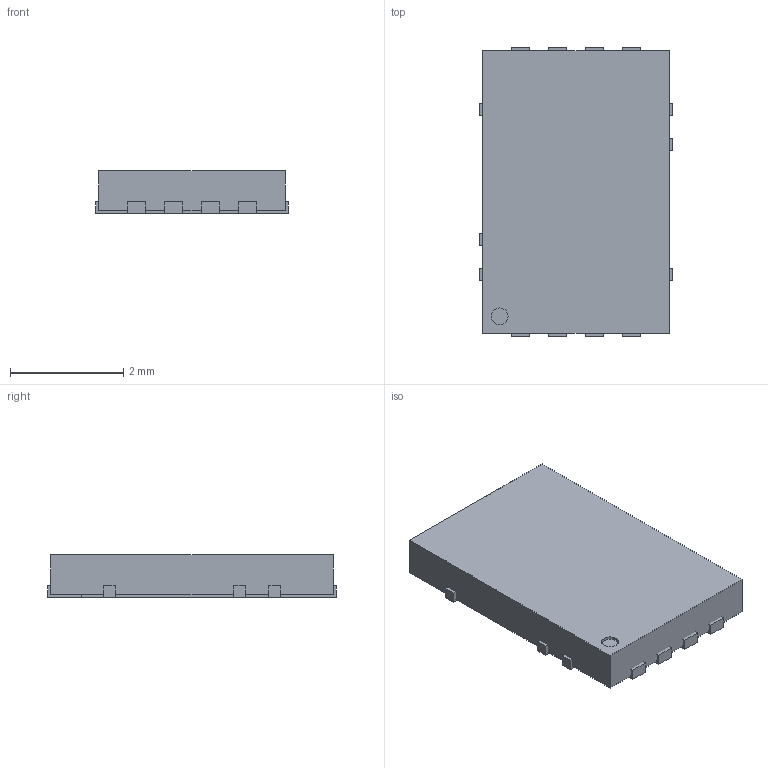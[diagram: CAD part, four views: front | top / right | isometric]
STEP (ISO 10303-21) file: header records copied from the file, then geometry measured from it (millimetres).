
FILE_DESCRIPTION (( 'STEP AP214' ), '1' );
FILE_NAME ('User Library-PowerWDFN-8.STEP', '2021-02-16T00:14:11', ( '' ), ( '' ), 'SwSTEP 2.0', 'SolidWorks 2020', '' );
FILE_SCHEMA (( 'AUTOMOTIVE_DESIGN' ));
Length unit declared in the file: millimetre
Products named in the file (1): User Library-PowerWDFN-8
Bounding box: 3.4 x 5.1 x 0.75 mm (x, y, z)
Volume: 13.2 mm3; surface area: 67.9 mm2
Topology: 10 solids, 10 shells, 81 faces, 180 edges, 120 vertices
Faces by surface type: plane 79, cylinder 2
Entity records: 2313 total; most frequent: CARTESIAN_POINT 382, ORIENTED_EDGE 360, DIRECTION 348, EDGE_CURVE 180, LINE 176, VECTOR 176, VERTEX_POINT 120, AXIS2_PLACEMENT_3D 86
